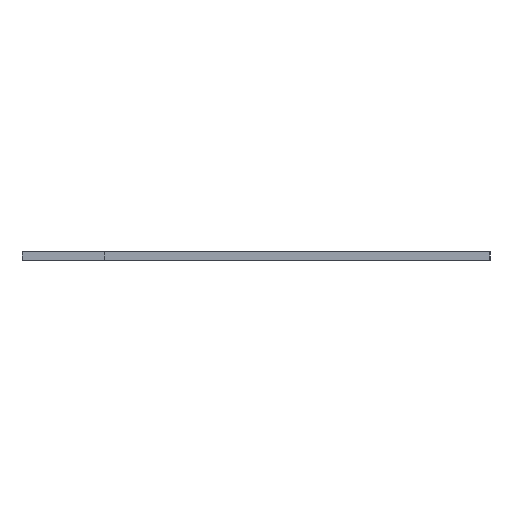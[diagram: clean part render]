
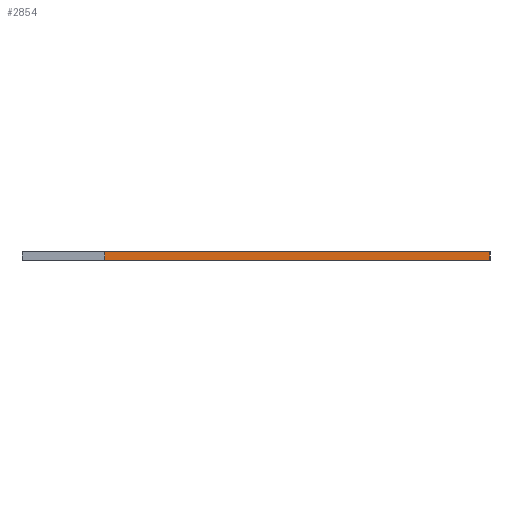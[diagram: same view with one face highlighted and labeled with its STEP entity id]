
A CAD part, left-side view. The second image highlights one B-rep face of the part: STEP entity #2854.
In plain terms, the highlighted planar face has unit normal (-1, 0, 0).
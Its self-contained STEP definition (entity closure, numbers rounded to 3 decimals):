
#112 = VERTEX_POINT('',#113);
#113 = CARTESIAN_POINT('',(69.056,-107.156,1.51));
#119 = EDGE_CURVE('',#120,#112,#122,.T.);
#120 = VERTEX_POINT('',#121);
#121 = CARTESIAN_POINT('',(69.056,-107.156,0.));
#122 = LINE('',#123,#124);
#123 = CARTESIAN_POINT('',(69.056,-107.156,0.));
#124 = VECTOR('',#125,1.);
#125 = DIRECTION('',(0.,0.,1.));
#160 = VERTEX_POINT('',#161);
#161 = CARTESIAN_POINT('',(69.056,-40.481,0.));
#167 = EDGE_CURVE('',#120,#160,#168,.T.);
#168 = LINE('',#169,#170);
#169 = CARTESIAN_POINT('',(69.056,-107.156,0.));
#170 = VECTOR('',#171,1.);
#171 = DIRECTION('',(0.,1.,0.));
#1510 = VERTEX_POINT('',#1511);
#1511 = CARTESIAN_POINT('',(69.056,-40.481,1.51));
#1517 = EDGE_CURVE('',#112,#1510,#1518,.T.);
#1518 = LINE('',#1519,#1520);
#1519 = CARTESIAN_POINT('',(69.056,-107.156,1.51));
#1520 = VECTOR('',#1521,1.);
#1521 = DIRECTION('',(0.,1.,0.));
#2854 = ADVANCED_FACE('',(#2855),#2866,.T.);
#2855 = FACE_BOUND('',#2856,.T.);
#2856 = EDGE_LOOP('',(#2857,#2858,#2859,#2865));
#2857 = ORIENTED_EDGE('',*,*,#119,.T.);
#2858 = ORIENTED_EDGE('',*,*,#1517,.T.);
#2859 = ORIENTED_EDGE('',*,*,#2860,.F.);
#2860 = EDGE_CURVE('',#160,#1510,#2861,.T.);
#2861 = LINE('',#2862,#2863);
#2862 = CARTESIAN_POINT('',(69.056,-40.481,0.));
#2863 = VECTOR('',#2864,1.);
#2864 = DIRECTION('',(0.,0.,1.));
#2865 = ORIENTED_EDGE('',*,*,#167,.F.);
#2866 = PLANE('',#2867);
#2867 = AXIS2_PLACEMENT_3D('',#2868,#2869,#2870);
#2868 = CARTESIAN_POINT('',(69.056,-107.156,0.));
#2869 = DIRECTION('',(-1.,0.,0.));
#2870 = DIRECTION('',(0.,1.,0.));
